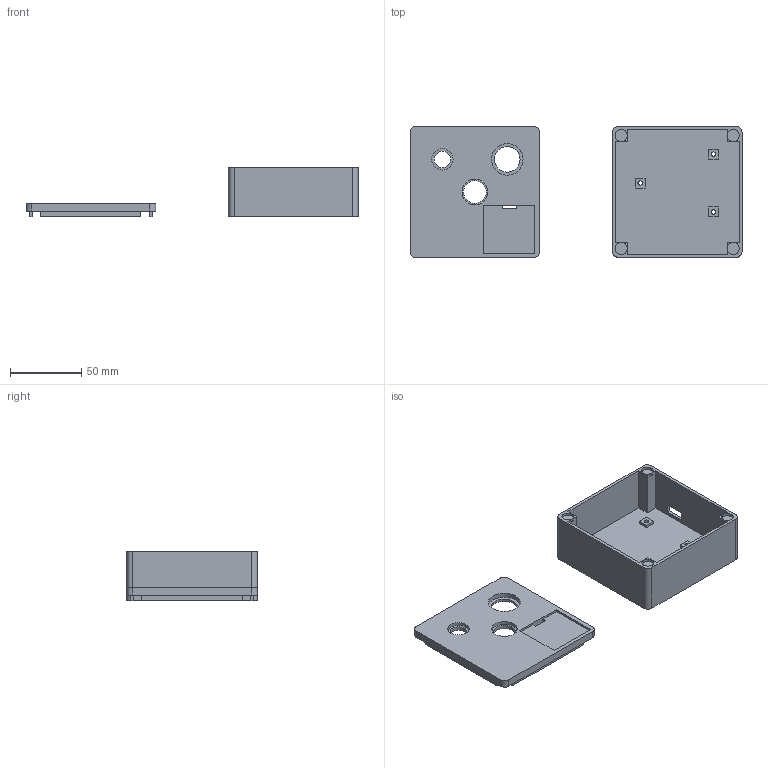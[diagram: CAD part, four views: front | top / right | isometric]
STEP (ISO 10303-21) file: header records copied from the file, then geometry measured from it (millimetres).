
FILE_DESCRIPTION(/* description */ (''),/* implementation_level */ '2;1');
FILE_NAME(/* name */ 'Transmitter enclosure.step',/* time_stamp */ '2025-09-24T22:14:01+02:00',/* author */ (''),/* organization */ (''),/* preprocessor_version */ 'ST-DEVELOPER v20.1',/* originating_system */ 'Autodesk Translation Framework v14.10.0.0',/* authorisation */ '');
FILE_SCHEMA (('AUTOMOTIVE_DESIGN { 1 0 10303 214 3 1 1 }'));
Length unit declared in the file: millimetre
Products named in the file (1): LC_BOX
Bounding box: 233 x 91.76 x 35 mm (x, y, z)
Volume: 97788.5 mm3; surface area: 62043.4 mm2
Topology: 2 solids, 2 shells, 116 faces, 275 edges, 178 vertices
Faces by surface type: plane 87, cylinder 29
Full cylindrical faces by diameter (mm): 3.2 x3, 8.4 x4, 11.6 x1, 15 x1, 16 x1, 18 x2, 22.2 x1
Entity records: 3436 total; most frequent: CARTESIAN_POINT 578, DIRECTION 575, ORIENTED_EDGE 566, EDGE_CURVE 283, LINE 225, VECTOR 225, VERTEX_POINT 178, AXIS2_PLACEMENT_3D 175
